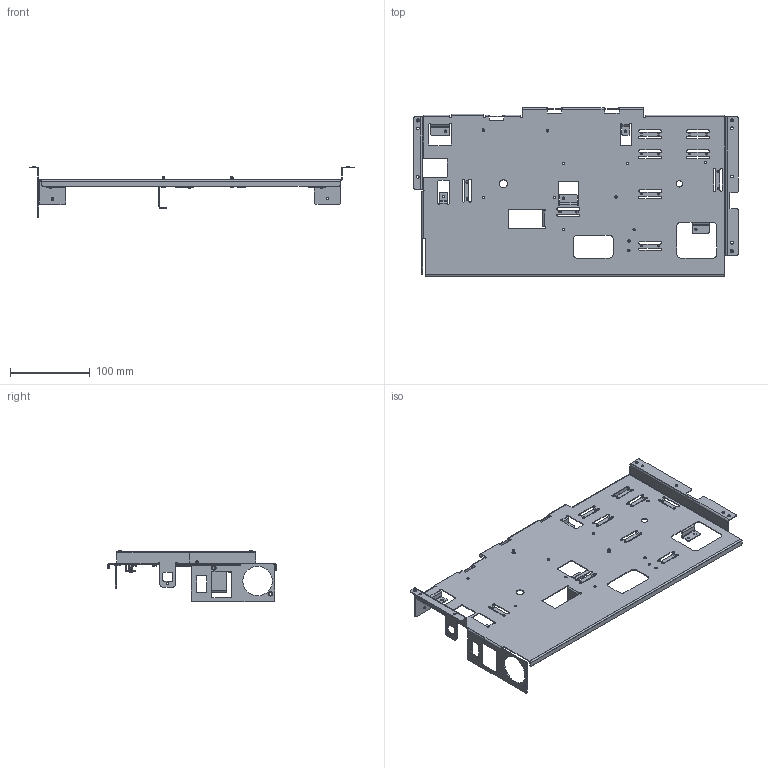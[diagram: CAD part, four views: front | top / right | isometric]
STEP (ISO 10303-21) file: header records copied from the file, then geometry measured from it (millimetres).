
FILE_DESCRIPTION(/* description */ ('','CAx-IF Rec.Pracs.---Representation and Presentation of Product Manufacturing Information (PMI)---4.0---2014-10-13'),/* implementation_level */ '2;1');
FILE_NAME(/* name */ 'Circuit Board Tray v2.step',/* time_stamp */ '2024-12-15T16:20:49-05:00',/* author */ (''),/* organization */ (''),/* preprocessor_version */ 'ST-DEVELOPER v20',/* originating_system */ 'Autodesk Translation Framework v13.20.0.188',/* authorisation */ '');
FILE_SCHEMA (('AP242_MANAGED_MODEL_BASED_3D_ENGINEERING_MIM_LF { 1 0 10303 442 1 1 4 }'));
Products named in the file (3): Circuit Board Tray; 93655A007_Male-Female Threaded Hex Standoff; 93655A007_Male-Female Threaded Hex Standoff (1)
Assembly tree (2 placements, depth 2):
  Circuit Board Tray
    93655A007_Male-Female Threaded Hex Standoff
    93655A007_Male-Female Threaded Hex Standoff (1)
Bounding box: 407 x 211.5 x 64.7 mm (x, y, z)
Volume: 87465.3 mm3; surface area: 180002.2 mm2
Topology: 3 solids, 3 shells, 1105 faces, 2750 edges, 1635 vertices
Faces by surface type: plane 573, cylinder 454, bspline 54, cone 12, torus 12
Full cylindrical faces by diameter (mm): 2.35 x2, 2.529 x20, 3 x32, 3.2 x1, 3.5 x5, 8 x1, 10 x1, 37 x1
Entity records: 53323 total; most frequent: CARTESIAN_POINT 27604, ORIENTED_EDGE 5500, DIRECTION 5081, EDGE_CURVE 2750, AXIS2_PLACEMENT_3D 1761, VERTEX_POINT 1635, LINE 1559, VECTOR 1559
